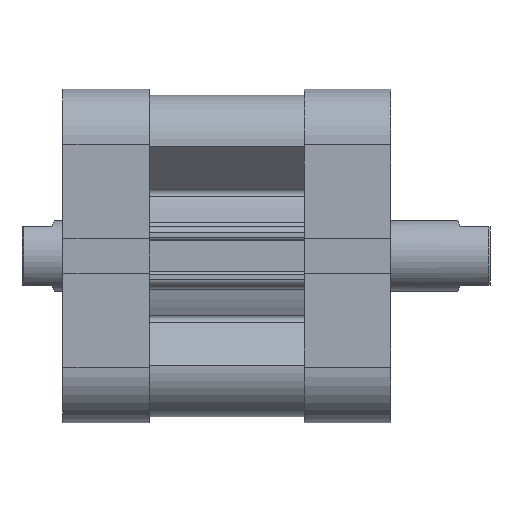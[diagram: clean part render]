
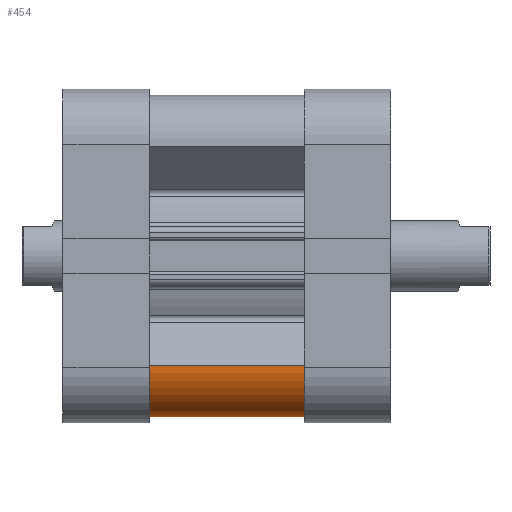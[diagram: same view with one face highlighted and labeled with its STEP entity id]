
A CAD part, front view. The second image highlights one B-rep face of the part: STEP entity #454.
In plain terms, the highlighted cylindrical face has radius 8.5 mm (diameter 17 mm), a partial arc.
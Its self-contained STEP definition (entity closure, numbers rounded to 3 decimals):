
#454 = ADVANCED_FACE ( 'NONE', ( #3257 ), #3256, .T. ) ;
#777 = AXIS2_PLACEMENT_3D ( 'NONE', #1566, #1576, #1577 ) ;
#781 = AXIS2_PLACEMENT_3D ( 'NONE', #1584, #1594, #1595 ) ;
#1551 = CARTESIAN_POINT ( 'NONE',  ( -18.654, -27.493, 26.5 ) ) ;
#1563 = DIRECTION ( 'NONE',  ( 0., 0., -1. ) ) ;
#1566 = CARTESIAN_POINT ( 'NONE',  ( -19., -19., 26.5 ) ) ;
#1576 = DIRECTION ( 'NONE',  ( 0., 0., 1. ) ) ;
#1577 = DIRECTION ( 'NONE',  ( -1., 0., 0. ) ) ;
#1584 = CARTESIAN_POINT ( 'NONE',  ( -19., -19., 0. ) ) ;
#1594 = DIRECTION ( 'NONE',  ( 0., 0., 1. ) ) ;
#1595 = DIRECTION ( 'NONE',  ( -1., 0., 0. ) ) ;
#1596 = CARTESIAN_POINT ( 'NONE',  ( -27.5, -19., 26.5 ) ) ;
#1605 = DIRECTION ( 'NONE',  ( 0., 0., -1. ) ) ;
#1968 = DIRECTION ( 'NONE',  ( 0., 0., -1. ) ) ;
#2059 = CARTESIAN_POINT ( 'NONE',  ( -19., -19., 26.5 ) ) ;
#2136 = VERTEX_POINT ( 'NONE', #5373 ) ;
#2140 = VERTEX_POINT ( 'NONE', #5380 ) ;
#2152 = VERTEX_POINT ( 'NONE', #5395 ) ;
#2429 = VERTEX_POINT ( 'NONE', #5668 ) ;
#2681 = DIRECTION ( 'NONE',  ( -1., 0., 0. ) ) ;
#2764 = ORIENTED_EDGE ( 'NONE', *, *, #4565, .T. ) ;
#2767 = ORIENTED_EDGE ( 'NONE', *, *, #4549, .F. ) ;
#2768 = ORIENTED_EDGE ( 'NONE', *, *, #4561, .T. ) ;
#2769 = ORIENTED_EDGE ( 'NONE', *, *, #4554, .F. ) ;
#3082 = EDGE_LOOP ( 'NONE', ( #2769, #2764, #2768, #2767 ) ) ;
#3256 = CYLINDRICAL_SURFACE ( 'NONE', #4632, 8.5 ) ;
#3257 = FACE_OUTER_BOUND ( 'NONE', #3082, .T. ) ;
#4549 = EDGE_CURVE ( 'NONE', #2152, #2429, #7307, .T. ) ;
#4554 = EDGE_CURVE ( 'NONE', #2140, #2152, #7317, .T. ) ;
#4561 = EDGE_CURVE ( 'NONE', #2136, #2429, #7329, .T. ) ;
#4565 = EDGE_CURVE ( 'NONE', #2140, #2136, #7332, .T. ) ;
#4632 = AXIS2_PLACEMENT_3D ( 'NONE', #2059, #1968, #2681 ) ;
#5373 = CARTESIAN_POINT ( 'NONE',  ( -27.5, -19., 0. ) ) ;
#5380 = CARTESIAN_POINT ( 'NONE',  ( -27.5, -19., 26.5 ) ) ;
#5395 = CARTESIAN_POINT ( 'NONE',  ( -18.654, -27.493, 26.5 ) ) ;
#5668 = CARTESIAN_POINT ( 'NONE',  ( -18.654, -27.493, 0. ) ) ;
#7307 = LINE ( 'NONE', #1551, #7311 ) ;
#7311 = VECTOR ( 'NONE', #1563, 1000. ) ;
#7317 = CIRCLE ( 'NONE', #777, 8.5 ) ;
#7329 = CIRCLE ( 'NONE', #781, 8.5 ) ;
#7332 = LINE ( 'NONE', #1596, #7334 ) ;
#7334 = VECTOR ( 'NONE', #1605, 1000. ) ;
